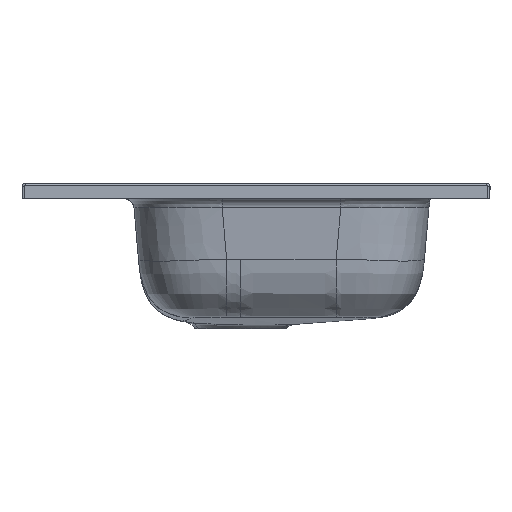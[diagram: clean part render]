
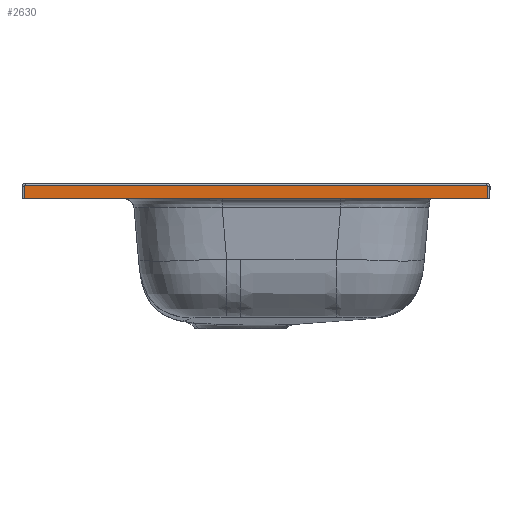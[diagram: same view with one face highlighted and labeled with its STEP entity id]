
A CAD part, left-side view. The second image highlights one B-rep face of the part: STEP entity #2630.
In plain terms, the highlighted planar face has unit normal (-1, 0, 0).
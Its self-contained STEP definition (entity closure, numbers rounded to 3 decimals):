
#750 = VERTEX_POINT ( 'NONE', #74661 ) ;
#1252 = VERTEX_POINT ( 'NONE', #9062 ) ;
#2630 = ADVANCED_FACE ( 'NONE', ( #25682 ), #23133, .F. ) ;
#2963 = ORIENTED_EDGE ( 'NONE', *, *, #31377, .T. ) ;
#3959 = AXIS2_PLACEMENT_3D ( 'NONE', #42171, #48059, #53936 ) ;
#4661 = CARTESIAN_POINT ( 'NONE',  ( -402.5, -243., -15. ) ) ;
#5953 = VECTOR ( 'NONE', #47481, 1000. ) ;
#6855 = LINE ( 'NONE', #50616, #5953 ) ;
#7691 = ORIENTED_EDGE ( 'NONE', *, *, #59219, .T. ) ;
#9062 = CARTESIAN_POINT ( 'NONE',  ( -402.5, 213., -3. ) ) ;
#12770 = CARTESIAN_POINT ( 'NONE',  ( -402.5, 213., -20. ) ) ;
#13224 = EDGE_CURVE ( 'NONE', #37466, #74779, #73859, .T. ) ;
#15145 = ORIENTED_EDGE ( 'NONE', *, *, #63095, .T. ) ;
#16251 = EDGE_CURVE ( 'NONE', #74779, #750, #34454, .T. ) ;
#16991 = VECTOR ( 'NONE', #25207, 1000. ) ;
#19164 = DIRECTION ( 'NONE',  ( 0., 0., -1. ) ) ;
#23133 = PLANE ( 'NONE',  #49982 ) ;
#24945 = CARTESIAN_POINT ( 'NONE',  ( -402.5, 213., -15. ) ) ;
#25207 = DIRECTION ( 'NONE',  ( 0., 1., 0. ) ) ;
#25682 = FACE_OUTER_BOUND ( 'NONE', #38489, .T. ) ;
#25907 = EDGE_CURVE ( 'NONE', #750, #47885, #60945, .T. ) ;
#28529 = DIRECTION ( 'NONE',  ( 0., 0., -1. ) ) ;
#28603 = VECTOR ( 'NONE', #19164, 1000. ) ;
#31377 = EDGE_CURVE ( 'NONE', #47885, #1252, #65405, .T. ) ;
#32007 = CARTESIAN_POINT ( 'NONE',  ( -402.5, -243., -3. ) ) ;
#34454 = CIRCLE ( 'NONE', #3959, 1. ) ;
#37402 = AXIS2_PLACEMENT_3D ( 'NONE', #40227, #39981, #46114 ) ;
#37466 = VERTEX_POINT ( 'NONE', #4661 ) ;
#38489 = EDGE_LOOP ( 'NONE', ( #2963, #7691, #15145, #60238, #72408, #66253 ) ) ;
#39981 = DIRECTION ( 'NONE',  ( -1., 0., 0. ) ) ;
#40227 = CARTESIAN_POINT ( 'NONE',  ( -402.5, 212., -3. ) ) ;
#40459 = LINE ( 'NONE', #12770, #28603 ) ;
#42171 = CARTESIAN_POINT ( 'NONE',  ( -402.5, -242., -3. ) ) ;
#45339 = CARTESIAN_POINT ( 'NONE',  ( -402.5, 212., -2. ) ) ;
#46114 = DIRECTION ( 'NONE',  ( 0., 0., -1. ) ) ;
#46143 = CARTESIAN_POINT ( 'NONE',  ( -402.5, 466.472, -20. ) ) ;
#47481 = DIRECTION ( 'NONE',  ( 0., -1., 0. ) ) ;
#47885 = VERTEX_POINT ( 'NONE', #45339 ) ;
#48059 = DIRECTION ( 'NONE',  ( -1., 0., 0. ) ) ;
#49664 = VERTEX_POINT ( 'NONE', #24945 ) ;
#49982 = AXIS2_PLACEMENT_3D ( 'NONE', #46143, #64526, #28529 ) ;
#50616 = CARTESIAN_POINT ( 'NONE',  ( -402.5, -15., -15. ) ) ;
#53936 = DIRECTION ( 'NONE',  ( 0., 0., -1. ) ) ;
#59219 = EDGE_CURVE ( 'NONE', #1252, #49664, #40459, .T. ) ;
#60238 = ORIENTED_EDGE ( 'NONE', *, *, #13224, .T. ) ;
#60945 = LINE ( 'NONE', #65330, #16991 ) ;
#61014 = VECTOR ( 'NONE', #73758, 1000. ) ;
#63095 = EDGE_CURVE ( 'NONE', #49664, #37466, #6855, .T. ) ;
#64526 = DIRECTION ( 'NONE',  ( 1., 0., 0. ) ) ;
#65330 = CARTESIAN_POINT ( 'NONE',  ( -402.5, 466.472, -2. ) ) ;
#65405 = CIRCLE ( 'NONE', #37402, 1. ) ;
#66253 = ORIENTED_EDGE ( 'NONE', *, *, #25907, .T. ) ;
#72408 = ORIENTED_EDGE ( 'NONE', *, *, #16251, .T. ) ;
#73509 = CARTESIAN_POINT ( 'NONE',  ( -402.5, -243., -20. ) ) ;
#73758 = DIRECTION ( 'NONE',  ( 0., 0., 1. ) ) ;
#73859 = LINE ( 'NONE', #73509, #61014 ) ;
#74661 = CARTESIAN_POINT ( 'NONE',  ( -402.5, -242., -2. ) ) ;
#74779 = VERTEX_POINT ( 'NONE', #32007 ) ;
